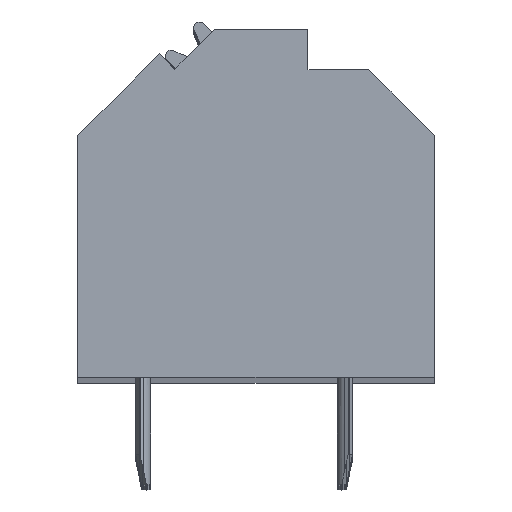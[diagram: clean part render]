
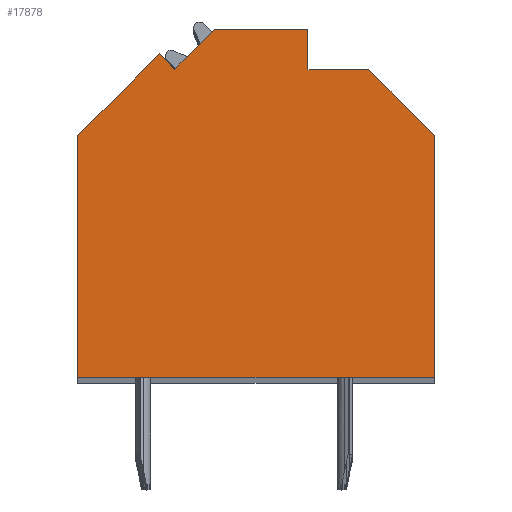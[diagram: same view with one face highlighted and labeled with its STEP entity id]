
A CAD part, top view. The second image highlights one B-rep face of the part: STEP entity #17878.
In plain terms, the highlighted planar face has unit normal (0, 0, 1).
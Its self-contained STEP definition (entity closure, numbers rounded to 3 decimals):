
#1179=DIRECTION('',(-0.707,-0.707,0.));
#1180=VECTOR('',#1179,1.897);
#1181=CARTESIAN_POINT('',(-1.39,5.718,110.085));
#1182=LINE('',#1181,#1180);
#1183=DIRECTION('',(-1.,0.,0.));
#1184=VECTOR('',#1183,3.14);
#1185=CARTESIAN_POINT('',(1.75,5.718,110.085));
#1186=LINE('',#1185,#1184);
#1187=DIRECTION('',(0.,1.,0.));
#1188=VECTOR('',#1187,1.368);
#1189=CARTESIAN_POINT('',(1.75,4.35,110.085));
#1190=LINE('',#1189,#1188);
#1191=DIRECTION('',(-1.,0.,0.));
#1192=VECTOR('',#1191,2.05);
#1193=CARTESIAN_POINT('',(3.8,4.35,110.085));
#1194=LINE('',#1193,#1192);
#1195=DIRECTION('',(-0.707,0.707,0.));
#1196=VECTOR('',#1195,3.111);
#1197=CARTESIAN_POINT('',(6.,2.15,110.085));
#1198=LINE('',#1197,#1196);
#1199=DIRECTION('',(0.,1.,0.));
#1200=VECTOR('',#1199,8.15);
#1201=CARTESIAN_POINT('',(6.,-6.,110.085));
#1202=LINE('',#1201,#1200);
#1203=DIRECTION('',(1.,0.,0.));
#1204=VECTOR('',#1203,12.);
#1205=CARTESIAN_POINT('',(-6.,-6.,110.085));
#1206=LINE('',#1205,#1204);
#1207=DIRECTION('',(0.,-1.,0.));
#1208=VECTOR('',#1207,8.14);
#1209=CARTESIAN_POINT('',(-6.,2.14,110.085));
#1210=LINE('',#1209,#1208);
#1211=DIRECTION('',(-0.707,-0.707,0.));
#1212=VECTOR('',#1211,3.892);
#1213=CARTESIAN_POINT('',(-3.248,4.892,110.085));
#1214=LINE('',#1213,#1212);
#1215=DIRECTION('',(-0.707,0.707,0.));
#1216=VECTOR('',#1215,0.73);
#1217=CARTESIAN_POINT('',(-2.732,4.376,110.085));
#1218=LINE('',#1217,#1216);
#12885=CARTESIAN_POINT('',(-1.39,5.718,110.085));
#12886=CARTESIAN_POINT('',(-2.732,4.376,110.085));
#12887=VERTEX_POINT('',#12885);
#12888=VERTEX_POINT('',#12886);
#12889=CARTESIAN_POINT('',(-3.248,4.892,110.085));
#12890=VERTEX_POINT('',#12889);
#12891=CARTESIAN_POINT('',(-6.,2.14,110.085));
#12892=VERTEX_POINT('',#12891);
#12893=CARTESIAN_POINT('',(-6.,-6.,110.085));
#12894=VERTEX_POINT('',#12893);
#12895=CARTESIAN_POINT('',(6.,-6.,110.085));
#12896=VERTEX_POINT('',#12895);
#12897=CARTESIAN_POINT('',(6.,2.15,110.085));
#12898=VERTEX_POINT('',#12897);
#12899=CARTESIAN_POINT('',(3.8,4.35,110.085));
#12900=VERTEX_POINT('',#12899);
#12901=CARTESIAN_POINT('',(1.75,4.35,110.085));
#12902=VERTEX_POINT('',#12901);
#12903=CARTESIAN_POINT('',(1.75,5.718,110.085));
#12904=VERTEX_POINT('',#12903);
#17854=CARTESIAN_POINT('',(0.,0.,110.085));
#17855=DIRECTION('',(0.,0.,1.));
#17856=DIRECTION('',(1.,0.,0.));
#17857=AXIS2_PLACEMENT_3D('',#17854,#17855,#17856);
#17858=PLANE('',#17857);
#17860=ORIENTED_EDGE('',*,*,#17859,.F.);
#17862=ORIENTED_EDGE('',*,*,#17861,.F.);
#17864=ORIENTED_EDGE('',*,*,#17863,.F.);
#17866=ORIENTED_EDGE('',*,*,#17865,.F.);
#17868=ORIENTED_EDGE('',*,*,#17867,.F.);
#17870=ORIENTED_EDGE('',*,*,#17869,.F.);
#17872=ORIENTED_EDGE('',*,*,#17871,.F.);
#17873=ORIENTED_EDGE('',*,*,#17187,.F.);
#17874=ORIENTED_EDGE('',*,*,#17555,.F.);
#17875=ORIENTED_EDGE('',*,*,#17141,.F.);
#17876=EDGE_LOOP('',(#17860,#17862,#17864,#17866,#17868,#17870,#17872,#17873,
#17874,#17875));
#17877=FACE_OUTER_BOUND('',#17876,.F.);
#17141=EDGE_CURVE('',#12888,#12890,#1218,.T.);
#17187=EDGE_CURVE('',#12892,#12894,#1210,.T.);
#17555=EDGE_CURVE('',#12890,#12892,#1214,.T.);
#17859=EDGE_CURVE('',#12887,#12888,#1182,.T.);
#17861=EDGE_CURVE('',#12904,#12887,#1186,.T.);
#17863=EDGE_CURVE('',#12902,#12904,#1190,.T.);
#17865=EDGE_CURVE('',#12900,#12902,#1194,.T.);
#17867=EDGE_CURVE('',#12898,#12900,#1198,.T.);
#17869=EDGE_CURVE('',#12896,#12898,#1202,.T.);
#17871=EDGE_CURVE('',#12894,#12896,#1206,.T.);
#17878=ADVANCED_FACE('',(#17877),#17858,.T.);
